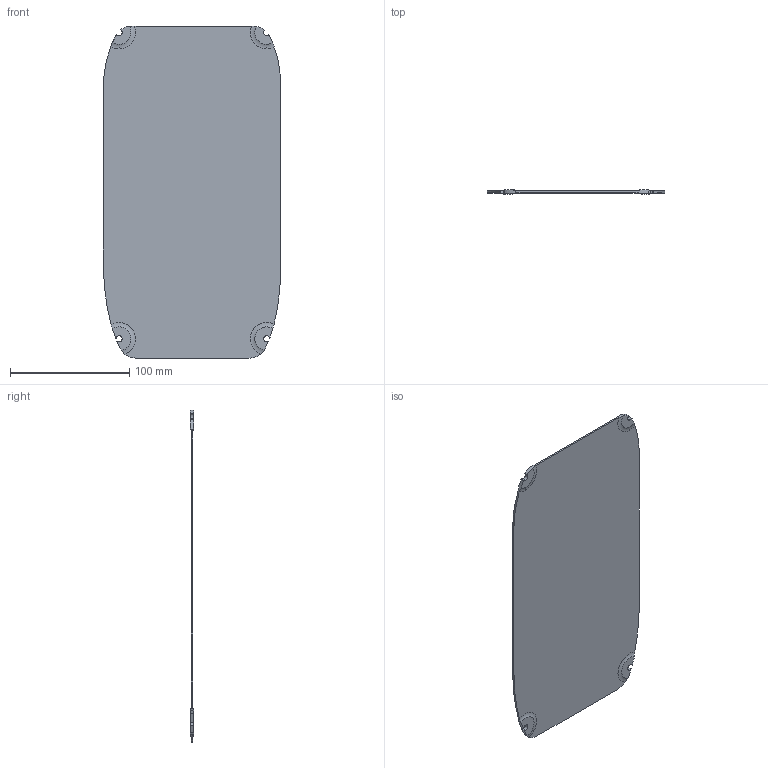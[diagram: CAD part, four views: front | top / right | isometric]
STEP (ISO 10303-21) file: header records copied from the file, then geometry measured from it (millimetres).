
FILE_DESCRIPTION (( 'STEP AP214' ), '1' );
FILE_NAME ('FootLidNew.STEP', '2018-05-15T12:58:50', ( '' ), ( '' ), 'SwSTEP 2.0', 'SolidWorks 2016', '' );
FILE_SCHEMA (( 'AUTOMOTIVE_DESIGN' ));
Length unit declared in the file: millimetre
Products named in the file (2): FootLidNew
Bounding box: 148.83 x 2.9 x 278.91 mm (x, y, z)
Volume: 61271.7 mm3; surface area: 81658.3 mm2
Topology: 1 solids, 1 shells, 60 faces, 174 edges, 116 vertices
Faces by surface type: cylinder 19, plane 17, torus 12, bspline 12
Entity records: 2191 total; most frequent: CARTESIAN_POINT 626, ORIENTED_EDGE 348, DIRECTION 292, EDGE_CURVE 174, AXIS2_PLACEMENT_3D 120, VERTEX_POINT 116, CIRCLE 70, EDGE_LOOP 60
